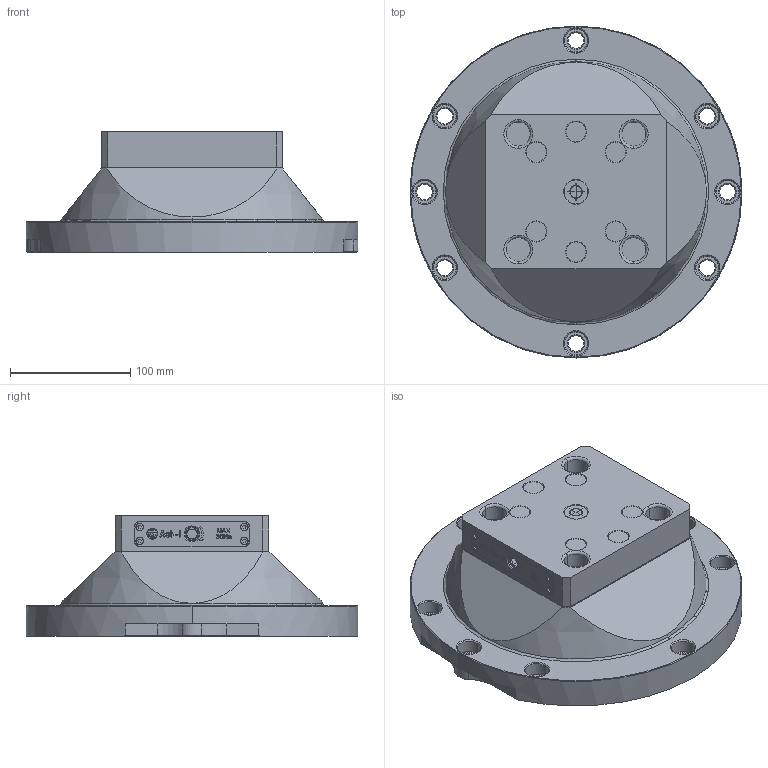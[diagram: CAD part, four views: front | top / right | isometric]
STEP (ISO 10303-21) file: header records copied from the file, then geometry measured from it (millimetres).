
FILE_DESCRIPTION((''),'2;1');
FILE_NAME('SK96-275','2025-05-28T',('Administrator'),(''),'PRO/ENGINEER BY PARAMETRIC TECHNOLOGY CORPORATION, 2009360','PRO/ENGINEER BY PARAMETRIC TECHNOLOGY CORPORATION, 2009360','');
FILE_SCHEMA(('CONFIG_CONTROL_DESIGN'));
Length unit declared in the file: millimetre
Products named in the file (1): SK96-275
Bounding box: 276 x 276 x 100 mm (x, y, z)
Volume: 3256721.7 mm3; surface area: 216572.6 mm2
Topology: 1 solids, 28 shells, 909 faces, 2881 edges, 2121 vertices
Faces by surface type: cone 288, cylinder 287, plane 274, torus 54, bspline 6
Entity records: 36202 total; most frequent: CARTESIAN_POINT 9335, DIRECTION 5764, ORIENTED_EDGE 5754, EDGE_CURVE 2877, AXIS2_PLACEMENT_3D 2300, VERTEX_POINT 2121, CIRCLE 1397, VECTOR 1164
